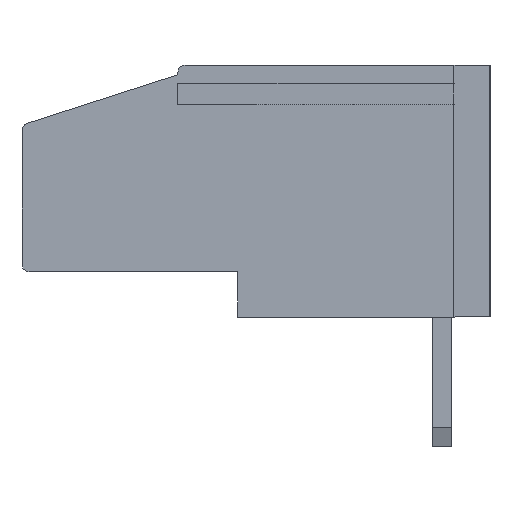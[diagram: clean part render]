
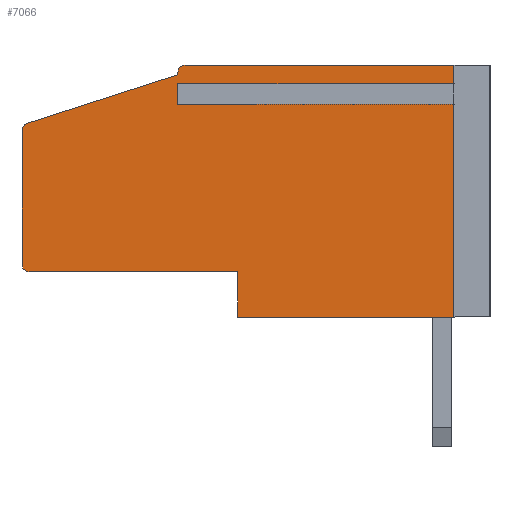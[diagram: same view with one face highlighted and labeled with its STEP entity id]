
A CAD part, left-side view. The second image highlights one B-rep face of the part: STEP entity #7066.
In plain terms, the highlighted planar face has unit normal (-1, 0, 0).
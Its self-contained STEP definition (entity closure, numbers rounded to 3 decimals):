
#10 = VECTOR ( 'NONE', #35922, 1000. ) ;
#28 = DIRECTION ( 'NONE',  ( -1., 0., 0. ) ) ;
#491 = DIRECTION ( 'NONE',  ( 0., 0., -1. ) ) ;
#931 = CIRCLE ( 'NONE', #6587, 0.3 ) ;
#1868 = CARTESIAN_POINT ( 'NONE',  ( 0., 19.5, 0. ) ) ;
#2060 = LINE ( 'NONE', #25279, #28562 ) ;
#2435 = DIRECTION ( 'NONE',  ( 0., 0., 1. ) ) ;
#2575 = EDGE_CURVE ( 'NONE', #24005, #5652, #39830, .T. ) ;
#3114 = LINE ( 'NONE', #12598, #25756 ) ;
#3371 = CARTESIAN_POINT ( 'NONE',  ( 0., 19.2, 2.2 ) ) ;
#4560 = ORIENTED_EDGE ( 'NONE', *, *, #42736, .F. ) ;
#4701 = VERTEX_POINT ( 'NONE', #35737 ) ;
#4755 = CARTESIAN_POINT ( 'NONE',  ( 0., 19.5, 8. ) ) ;
#5258 = EDGE_CURVE ( 'NONE', #24451, #24005, #38959, .T. ) ;
#5577 = CIRCLE ( 'NONE', #15389, 0.3 ) ;
#5652 = VERTEX_POINT ( 'NONE', #6548 ) ;
#5982 = CARTESIAN_POINT ( 'NONE',  ( 0., 10.5, 1.9 ) ) ;
#5984 = CARTESIAN_POINT ( 'NONE',  ( 0., 13., 9.098 ) ) ;
#6093 = CARTESIAN_POINT ( 'NONE',  ( 0., 13., 10.1 ) ) ;
#6538 = CARTESIAN_POINT ( 'NONE',  ( 0., 1.5, 10.5 ) ) ;
#6548 = CARTESIAN_POINT ( 'NONE',  ( 0., 19.2, 1.9 ) ) ;
#6587 = AXIS2_PLACEMENT_3D ( 'NONE', #3371, #6919, #19516 ) ;
#6723 = AXIS2_PLACEMENT_3D ( 'NONE', #42930, #30244, #40455 ) ;
#6860 = EDGE_CURVE ( 'NONE', #41921, #18030, #3114, .T. ) ;
#6919 = DIRECTION ( 'NONE',  ( -1., 0., 0. ) ) ;
#7032 = CARTESIAN_POINT ( 'NONE',  ( 0., 19.5, 2.2 ) ) ;
#7066 = ADVANCED_FACE ( 'NONE', ( #20060 ), #16513, .F. ) ;
#7205 = ORIENTED_EDGE ( 'NONE', *, *, #20538, .T. ) ;
#8155 = ORIENTED_EDGE ( 'NONE', *, *, #26778, .F. ) ;
#8245 = CARTESIAN_POINT ( 'NONE',  ( 0., 1.5, 9.502 ) ) ;
#8354 = DIRECTION ( 'NONE',  ( 0., 0., -1. ) ) ;
#8693 = VERTEX_POINT ( 'NONE', #34511 ) ;
#8961 = VERTEX_POINT ( 'NONE', #41547 ) ;
#9020 = EDGE_CURVE ( 'NONE', #8693, #38591, #11639, .T. ) ;
#9651 = VERTEX_POINT ( 'NONE', #32510 ) ;
#10343 = EDGE_CURVE ( 'NONE', #41921, #22666, #34525, .T. ) ;
#10443 = ORIENTED_EDGE ( 'NONE', *, *, #9020, .F. ) ;
#10575 = ORIENTED_EDGE ( 'NONE', *, *, #27072, .F. ) ;
#10679 = EDGE_LOOP ( 'NONE', ( #8155, #32365, #22332, #22638, #43070, #10443, #34129, #43030, #38616, #4560, #42874, #7205, #43513, #10575, #18877 ) ) ;
#11063 = CARTESIAN_POINT ( 'NONE',  ( 0., 13., 9.502 ) ) ;
#11390 = EDGE_CURVE ( 'NONE', #24451, #38591, #32166, .T. ) ;
#11639 = LINE ( 'NONE', #25152, #13073 ) ;
#11649 = CARTESIAN_POINT ( 'NONE',  ( 0., 10.5, 1.9 ) ) ;
#12598 = CARTESIAN_POINT ( 'NONE',  ( 0., 13., 9.502 ) ) ;
#12677 = CIRCLE ( 'NONE', #16900, 0.3 ) ;
#13073 = VECTOR ( 'NONE', #8354, 1000. ) ;
#13590 = VECTOR ( 'NONE', #2435, 1000. ) ;
#13750 = CARTESIAN_POINT ( 'NONE',  ( 0., 1.5, 0. ) ) ;
#15389 = AXIS2_PLACEMENT_3D ( 'NONE', #20425, #23761, #30619 ) ;
#15972 = EDGE_CURVE ( 'NONE', #8961, #32618, #2060, .T. ) ;
#16321 = LINE ( 'NONE', #5984, #29947 ) ;
#16513 = PLANE ( 'NONE',  #6723 ) ;
#16900 = AXIS2_PLACEMENT_3D ( 'NONE', #30321, #28, #491 ) ;
#17380 = EDGE_CURVE ( 'NONE', #22666, #8693, #16321, .T. ) ;
#18030 = VERTEX_POINT ( 'NONE', #8245 ) ;
#18877 = ORIENTED_EDGE ( 'NONE', *, *, #34243, .T. ) ;
#19065 = VECTOR ( 'NONE', #23002, 1000. ) ;
#19463 = LINE ( 'NONE', #4755, #26702 ) ;
#19516 = DIRECTION ( 'NONE',  ( 0., 0., -1. ) ) ;
#20060 = FACE_OUTER_BOUND ( 'NONE', #10679, .T. ) ;
#20177 = DIRECTION ( 'NONE',  ( 0., 0., 1. ) ) ;
#20425 = CARTESIAN_POINT ( 'NONE',  ( 0., 12.7, 10.2 ) ) ;
#20538 = EDGE_CURVE ( 'NONE', #8961, #4701, #5577, .T. ) ;
#21231 = CARTESIAN_POINT ( 'NONE',  ( 0., 13., 9.098 ) ) ;
#21728 = DIRECTION ( 'NONE',  ( 0., -0.952, 0.307 ) ) ;
#22216 = LINE ( 'NONE', #6093, #32435 ) ;
#22332 = ORIENTED_EDGE ( 'NONE', *, *, #2575, .F. ) ;
#22638 = ORIENTED_EDGE ( 'NONE', *, *, #5258, .F. ) ;
#22666 = VERTEX_POINT ( 'NONE', #21231 ) ;
#23002 = DIRECTION ( 'NONE',  ( 0., 1., 0. ) ) ;
#23010 = DIRECTION ( 'NONE',  ( 0., -1., 0. ) ) ;
#23701 = VERTEX_POINT ( 'NONE', #7032 ) ;
#23761 = DIRECTION ( 'NONE',  ( -1., 0., 0. ) ) ;
#24005 = VERTEX_POINT ( 'NONE', #11649 ) ;
#24338 = DIRECTION ( 'NONE',  ( 0., 0., -1. ) ) ;
#24451 = VERTEX_POINT ( 'NONE', #31477 ) ;
#24590 = VECTOR ( 'NONE', #40871, 1000. ) ;
#25152 = CARTESIAN_POINT ( 'NONE',  ( 0., 1.5, 10.5 ) ) ;
#25279 = CARTESIAN_POINT ( 'NONE',  ( 0., 19.5, 10.5 ) ) ;
#25426 = CARTESIAN_POINT ( 'NONE',  ( 0., 19.292, 8.067 ) ) ;
#25756 = VECTOR ( 'NONE', #23010, 1000. ) ;
#26479 = LINE ( 'NONE', #39998, #24590 ) ;
#26647 = DIRECTION ( 'NONE',  ( 0., 0., -1. ) ) ;
#26702 = VECTOR ( 'NONE', #21728, 1000. ) ;
#26778 = EDGE_CURVE ( 'NONE', #23701, #9651, #26479, .T. ) ;
#27072 = EDGE_CURVE ( 'NONE', #38011, #27075, #19463, .T. ) ;
#27075 = VERTEX_POINT ( 'NONE', #31721 ) ;
#27715 = EDGE_CURVE ( 'NONE', #27075, #4701, #22216, .T. ) ;
#28562 = VECTOR ( 'NONE', #42571, 1000. ) ;
#29430 = CARTESIAN_POINT ( 'NONE',  ( 0., 19.5, 1.9 ) ) ;
#29947 = VECTOR ( 'NONE', #39805, 1000. ) ;
#30244 = DIRECTION ( 'NONE',  ( 1., 0., 0. ) ) ;
#30321 = CARTESIAN_POINT ( 'NONE',  ( 0., 19.2, 7.782 ) ) ;
#30619 = DIRECTION ( 'NONE',  ( 0., 0., -1. ) ) ;
#31322 = EDGE_CURVE ( 'NONE', #23701, #5652, #931, .T. ) ;
#31477 = CARTESIAN_POINT ( 'NONE',  ( 0., 10.5, 0. ) ) ;
#31721 = CARTESIAN_POINT ( 'NONE',  ( 0., 13., 10.1 ) ) ;
#32166 = LINE ( 'NONE', #1868, #10 ) ;
#32330 = VECTOR ( 'NONE', #24338, 1000. ) ;
#32365 = ORIENTED_EDGE ( 'NONE', *, *, #31322, .T. ) ;
#32435 = VECTOR ( 'NONE', #20177, 1000. ) ;
#32483 = CARTESIAN_POINT ( 'NONE',  ( 0., 1.5, 10.5 ) ) ;
#32510 = CARTESIAN_POINT ( 'NONE',  ( 0., 19.5, 7.782 ) ) ;
#32618 = VERTEX_POINT ( 'NONE', #32483 ) ;
#33308 = LINE ( 'NONE', #6538, #42707 ) ;
#34028 = CARTESIAN_POINT ( 'NONE',  ( 0., 13., 9.502 ) ) ;
#34129 = ORIENTED_EDGE ( 'NONE', *, *, #17380, .F. ) ;
#34243 = EDGE_CURVE ( 'NONE', #38011, #9651, #12677, .T. ) ;
#34511 = CARTESIAN_POINT ( 'NONE',  ( 0., 1.5, 9.098 ) ) ;
#34525 = LINE ( 'NONE', #11063, #32330 ) ;
#35737 = CARTESIAN_POINT ( 'NONE',  ( 0., 13., 10.2 ) ) ;
#35922 = DIRECTION ( 'NONE',  ( 0., -1., 0. ) ) ;
#38011 = VERTEX_POINT ( 'NONE', #25426 ) ;
#38591 = VERTEX_POINT ( 'NONE', #13750 ) ;
#38616 = ORIENTED_EDGE ( 'NONE', *, *, #6860, .T. ) ;
#38959 = LINE ( 'NONE', #5982, #13590 ) ;
#39805 = DIRECTION ( 'NONE',  ( 0., -1., 0. ) ) ;
#39830 = LINE ( 'NONE', #29430, #19065 ) ;
#39998 = CARTESIAN_POINT ( 'NONE',  ( 0., 19.5, 10.5 ) ) ;
#40455 = DIRECTION ( 'NONE',  ( 0., 0., -1. ) ) ;
#40871 = DIRECTION ( 'NONE',  ( 0., 0., 1. ) ) ;
#41547 = CARTESIAN_POINT ( 'NONE',  ( 0., 12.7, 10.5 ) ) ;
#41921 = VERTEX_POINT ( 'NONE', #34028 ) ;
#42571 = DIRECTION ( 'NONE',  ( 0., -1., 0. ) ) ;
#42707 = VECTOR ( 'NONE', #26647, 1000. ) ;
#42736 = EDGE_CURVE ( 'NONE', #32618, #18030, #33308, .T. ) ;
#42874 = ORIENTED_EDGE ( 'NONE', *, *, #15972, .F. ) ;
#42930 = CARTESIAN_POINT ( 'NONE',  ( 0., 19.5, 10.5 ) ) ;
#43030 = ORIENTED_EDGE ( 'NONE', *, *, #10343, .F. ) ;
#43070 = ORIENTED_EDGE ( 'NONE', *, *, #11390, .T. ) ;
#43513 = ORIENTED_EDGE ( 'NONE', *, *, #27715, .F. ) ;
